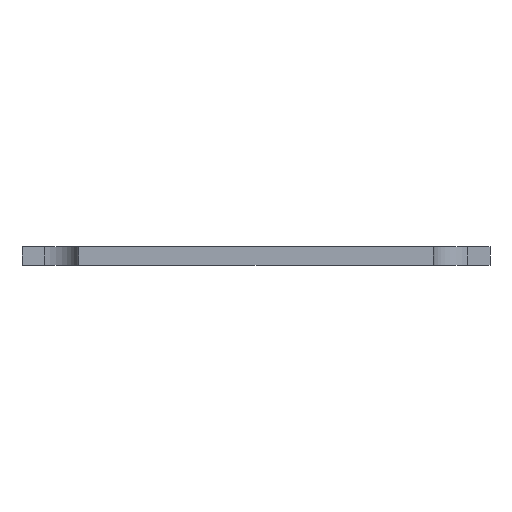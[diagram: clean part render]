
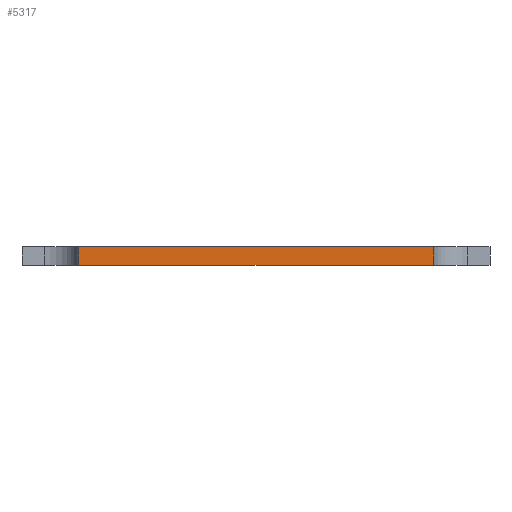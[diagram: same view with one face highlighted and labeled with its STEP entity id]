
A CAD part, left-side view. The second image highlights one B-rep face of the part: STEP entity #5317.
In plain terms, the highlighted planar face has unit normal (-1, 0, 0).
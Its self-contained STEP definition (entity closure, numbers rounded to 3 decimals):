
#72 = PLANE('',#73);
#73 = AXIS2_PLACEMENT_3D('',#74,#75,#76);
#74 = CARTESIAN_POINT('',(0.,0.,3.));
#75 = DIRECTION('',(-0.,-0.,-1.));
#76 = DIRECTION('',(-1.,0.,0.));
#126 = PLANE('',#127);
#127 = AXIS2_PLACEMENT_3D('',#128,#129,#130);
#128 = CARTESIAN_POINT('',(0.,0.,0.));
#129 = DIRECTION('',(-0.,-0.,-1.));
#130 = DIRECTION('',(-1.,0.,0.));
#324 = VERTEX_POINT('',#325);
#325 = CARTESIAN_POINT('',(-28.1,-27.95,0.));
#339 = PLANE('',#340);
#340 = AXIS2_PLACEMENT_3D('',#341,#342,#343);
#341 = CARTESIAN_POINT('',(-28.1,-27.95,0.));
#342 = DIRECTION('',(-0.,1.,0.));
#343 = DIRECTION('',(1.,0.,-0.));
#351 = EDGE_CURVE('',#324,#352,#354,.T.);
#352 = VERTEX_POINT('',#353);
#353 = CARTESIAN_POINT('',(-28.1,27.95,0.));
#354 = SURFACE_CURVE('',#355,(#359,#366),.PCURVE_S1.);
#355 = LINE('',#356,#357);
#356 = CARTESIAN_POINT('',(-28.1,-36.95,0.));
#357 = VECTOR('',#358,1.);
#358 = DIRECTION('',(0.,1.,0.));
#359 = PCURVE('',#126,#360);
#360 = DEFINITIONAL_REPRESENTATION('',(#361),#365);
#361 = LINE('',#362,#363);
#362 = CARTESIAN_POINT('',(28.1,-36.95));
#363 = VECTOR('',#364,1.);
#364 = DIRECTION('',(0.,1.));
#365 = ( GEOMETRIC_REPRESENTATION_CONTEXT(2) 
PARAMETRIC_REPRESENTATION_CONTEXT() REPRESENTATION_CONTEXT('2D SPACE',''
  ) );
#366 = PCURVE('',#367,#372);
#367 = PLANE('',#368);
#368 = AXIS2_PLACEMENT_3D('',#369,#370,#371);
#369 = CARTESIAN_POINT('',(-28.1,-27.95,0.));
#370 = DIRECTION('',(-1.,0.,0.));
#371 = DIRECTION('',(0.,1.,0.));
#372 = DEFINITIONAL_REPRESENTATION('',(#373),#377);
#373 = LINE('',#374,#375);
#374 = CARTESIAN_POINT('',(-9.,0.));
#375 = VECTOR('',#376,1.);
#376 = DIRECTION('',(1.,0.));
#377 = ( GEOMETRIC_REPRESENTATION_CONTEXT(2) 
PARAMETRIC_REPRESENTATION_CONTEXT() REPRESENTATION_CONTEXT('2D SPACE',''
  ) );
#395 = PLANE('',#396);
#396 = AXIS2_PLACEMENT_3D('',#397,#398,#399);
#397 = CARTESIAN_POINT('',(-28.1,27.95,0.));
#398 = DIRECTION('',(-0.,1.,0.));
#399 = DIRECTION('',(1.,0.,-0.));
#2670 = VERTEX_POINT('',#2671);
#2671 = CARTESIAN_POINT('',(-28.1,-27.95,3.));
#2692 = EDGE_CURVE('',#2670,#2693,#2695,.T.);
#2693 = VERTEX_POINT('',#2694);
#2694 = CARTESIAN_POINT('',(-28.1,27.95,3.));
#2695 = SURFACE_CURVE('',#2696,(#2700,#2707),.PCURVE_S1.);
#2696 = LINE('',#2697,#2698);
#2697 = CARTESIAN_POINT('',(-28.1,-36.95,3.));
#2698 = VECTOR('',#2699,1.);
#2699 = DIRECTION('',(0.,1.,0.));
#2700 = PCURVE('',#72,#2701);
#2701 = DEFINITIONAL_REPRESENTATION('',(#2702),#2706);
#2702 = LINE('',#2703,#2704);
#2703 = CARTESIAN_POINT('',(28.1,-36.95));
#2704 = VECTOR('',#2705,1.);
#2705 = DIRECTION('',(0.,1.));
#2706 = ( GEOMETRIC_REPRESENTATION_CONTEXT(2) 
PARAMETRIC_REPRESENTATION_CONTEXT() REPRESENTATION_CONTEXT('2D SPACE',''
  ) );
#2707 = PCURVE('',#367,#2708);
#2708 = DEFINITIONAL_REPRESENTATION('',(#2709),#2713);
#2709 = LINE('',#2710,#2711);
#2710 = CARTESIAN_POINT('',(-9.,-3.));
#2711 = VECTOR('',#2712,1.);
#2712 = DIRECTION('',(1.,0.));
#2713 = ( GEOMETRIC_REPRESENTATION_CONTEXT(2) 
PARAMETRIC_REPRESENTATION_CONTEXT() REPRESENTATION_CONTEXT('2D SPACE',''
  ) );
#5267 = EDGE_CURVE('',#324,#2670,#5268,.T.);
#5268 = SURFACE_CURVE('',#5269,(#5273,#5280),.PCURVE_S1.);
#5269 = LINE('',#5270,#5271);
#5270 = CARTESIAN_POINT('',(-28.1,-27.95,0.));
#5271 = VECTOR('',#5272,1.);
#5272 = DIRECTION('',(0.,0.,1.));
#5273 = PCURVE('',#339,#5274);
#5274 = DEFINITIONAL_REPRESENTATION('',(#5275),#5279);
#5275 = LINE('',#5276,#5277);
#5276 = CARTESIAN_POINT('',(0.,0.));
#5277 = VECTOR('',#5278,1.);
#5278 = DIRECTION('',(0.,-1.));
#5279 = ( GEOMETRIC_REPRESENTATION_CONTEXT(2) 
PARAMETRIC_REPRESENTATION_CONTEXT() REPRESENTATION_CONTEXT('2D SPACE',''
  ) );
#5280 = PCURVE('',#367,#5281);
#5281 = DEFINITIONAL_REPRESENTATION('',(#5282),#5286);
#5282 = LINE('',#5283,#5284);
#5283 = CARTESIAN_POINT('',(0.,0.));
#5284 = VECTOR('',#5285,1.);
#5285 = DIRECTION('',(0.,-1.));
#5286 = ( GEOMETRIC_REPRESENTATION_CONTEXT(2) 
PARAMETRIC_REPRESENTATION_CONTEXT() REPRESENTATION_CONTEXT('2D SPACE',''
  ) );
#5317 = ADVANCED_FACE('',(#5318),#367,.T.);
#5318 = FACE_BOUND('',#5319,.T.);
#5319 = EDGE_LOOP('',(#5320,#5321,#5322,#5343));
#5320 = ORIENTED_EDGE('',*,*,#5267,.T.);
#5321 = ORIENTED_EDGE('',*,*,#2692,.T.);
#5322 = ORIENTED_EDGE('',*,*,#5323,.F.);
#5323 = EDGE_CURVE('',#352,#2693,#5324,.T.);
#5324 = SURFACE_CURVE('',#5325,(#5329,#5336),.PCURVE_S1.);
#5325 = LINE('',#5326,#5327);
#5326 = CARTESIAN_POINT('',(-28.1,27.95,0.));
#5327 = VECTOR('',#5328,1.);
#5328 = DIRECTION('',(0.,0.,1.));
#5329 = PCURVE('',#367,#5330);
#5330 = DEFINITIONAL_REPRESENTATION('',(#5331),#5335);
#5331 = LINE('',#5332,#5333);
#5332 = CARTESIAN_POINT('',(55.9,0.));
#5333 = VECTOR('',#5334,1.);
#5334 = DIRECTION('',(0.,-1.));
#5335 = ( GEOMETRIC_REPRESENTATION_CONTEXT(2) 
PARAMETRIC_REPRESENTATION_CONTEXT() REPRESENTATION_CONTEXT('2D SPACE',''
  ) );
#5336 = PCURVE('',#395,#5337);
#5337 = DEFINITIONAL_REPRESENTATION('',(#5338),#5342);
#5338 = LINE('',#5339,#5340);
#5339 = CARTESIAN_POINT('',(0.,0.));
#5340 = VECTOR('',#5341,1.);
#5341 = DIRECTION('',(0.,-1.));
#5342 = ( GEOMETRIC_REPRESENTATION_CONTEXT(2) 
PARAMETRIC_REPRESENTATION_CONTEXT() REPRESENTATION_CONTEXT('2D SPACE',''
  ) );
#5343 = ORIENTED_EDGE('',*,*,#351,.F.);
